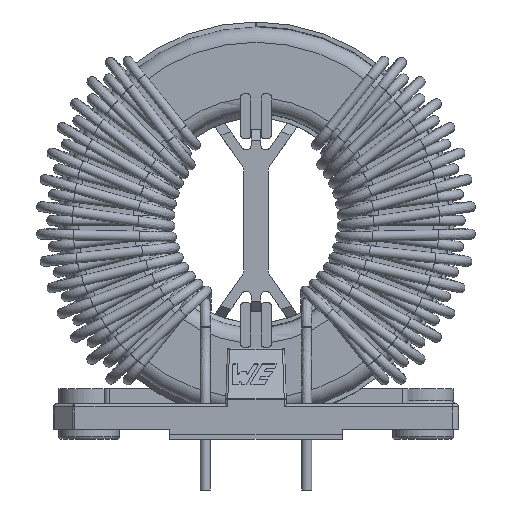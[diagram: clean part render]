
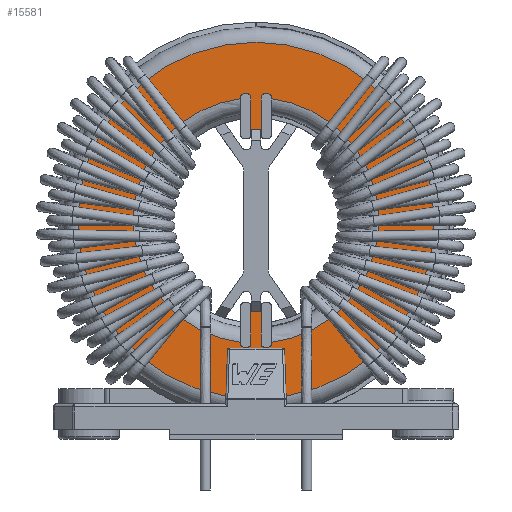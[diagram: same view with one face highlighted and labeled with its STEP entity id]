
A CAD part, left-side view. The second image highlights one B-rep face of the part: STEP entity #15581.
In plain terms, the highlighted face is planar.
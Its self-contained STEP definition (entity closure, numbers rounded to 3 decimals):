
#78=LINE('',#36409,#706);
#82=LINE('',#36421,#710);
#111=LINE('',#36563,#739);
#121=LINE('',#36591,#749);
#124=LINE('',#36597,#752);
#129=LINE('',#36612,#757);
#134=LINE('',#36626,#762);
#143=LINE('',#36650,#771);
#153=LINE('',#36758,#781);
#158=LINE('',#36772,#786);
#167=LINE('',#36803,#795);
#169=LINE('',#36808,#797);
#171=LINE('',#36811,#799);
#177=LINE('',#36871,#805);
#706=VECTOR('',#18513,1000.);
#710=VECTOR('',#18525,1000.);
#739=VECTOR('',#18608,1000.);
#749=VECTOR('',#18634,1000.);
#752=VECTOR('',#18639,1000.);
#757=VECTOR('',#18652,1000.);
#762=VECTOR('',#18665,1000.);
#771=VECTOR('',#18690,1000.);
#781=VECTOR('',#18716,1000.);
#786=VECTOR('',#18729,1000.);
#795=VECTOR('',#18764,1000.);
#797=VECTOR('',#18768,1000.);
#799=VECTOR('',#18772,1000.);
#805=VECTOR('',#18796,1000.);
#3547=ORIENTED_EDGE('',*,*,#5905,.T.);
#3548=ORIENTED_EDGE('',*,*,#5907,.F.);
#3549=ORIENTED_EDGE('',*,*,#5890,.T.);
#3550=ORIENTED_EDGE('',*,*,#5888,.F.);
#3551=ORIENTED_EDGE('',*,*,#5884,.T.);
#3552=ORIENTED_EDGE('',*,*,#5881,.F.);
#3553=ORIENTED_EDGE('',*,*,#5869,.T.);
#3554=ORIENTED_EDGE('',*,*,#5865,.F.);
#3555=ORIENTED_EDGE('',*,*,#5841,.T.);
#3556=ORIENTED_EDGE('',*,*,#5845,.F.);
#3557=ORIENTED_EDGE('',*,*,#5848,.T.);
#3558=ORIENTED_EDGE('',*,*,#5852,.F.);
#3559=ORIENTED_EDGE('',*,*,#5838,.T.);
#3560=ORIENTED_EDGE('',*,*,#5835,.F.);
#3561=ORIENTED_EDGE('',*,*,#5824,.T.);
#3562=ORIENTED_EDGE('',*,*,#5821,.F.);
#3563=ORIENTED_EDGE('',*,*,#5817,.T.);
#3564=ORIENTED_EDGE('',*,*,#5918,.F.);
#3565=ORIENTED_EDGE('',*,*,#5919,.T.);
#3566=ORIENTED_EDGE('',*,*,#5775,.F.);
#3567=ORIENTED_EDGE('',*,*,#5771,.T.);
#3568=ORIENTED_EDGE('',*,*,#5769,.F.);
#3569=ORIENTED_EDGE('',*,*,#5764,.T.);
#3570=ORIENTED_EDGE('',*,*,#5903,.F.);
#3571=ORIENTED_EDGE('',*,*,#5935,.T.);
#5764=EDGE_CURVE('',#7272,#7273,#8188,.T.);
#5769=EDGE_CURVE('',#7272,#7277,#78,.T.);
#5771=EDGE_CURVE('',#7278,#7277,#8190,.T.);
#5775=EDGE_CURVE('',#7278,#7281,#82,.T.);
#5817=EDGE_CURVE('',#7313,#7314,#8204,.T.);
#5821=EDGE_CURVE('',#7313,#7317,#111,.T.);
#5824=EDGE_CURVE('',#7319,#7317,#8206,.T.);
#5835=EDGE_CURVE('',#7319,#7327,#121,.T.);
#5838=EDGE_CURVE('',#7329,#7327,#124,.T.);
#5841=EDGE_CURVE('',#7331,#7332,#8210,.T.);
#5845=EDGE_CURVE('',#7335,#7332,#129,.T.);
#5848=EDGE_CURVE('',#7335,#7337,#8212,.T.);
#5852=EDGE_CURVE('',#7329,#7337,#134,.T.);
#5865=EDGE_CURVE('',#7331,#7347,#143,.T.);
#5869=EDGE_CURVE('',#7349,#7347,#8218,.T.);
#5881=EDGE_CURVE('',#7349,#7357,#153,.T.);
#5884=EDGE_CURVE('',#7359,#7357,#8222,.T.);
#5888=EDGE_CURVE('',#7359,#7362,#158,.T.);
#5890=EDGE_CURVE('',#7363,#7362,#8224,.T.);
#5903=EDGE_CURVE('',#7370,#7273,#167,.T.);
#5905=EDGE_CURVE('',#7370,#7372,#169,.T.);
#5907=EDGE_CURVE('',#7363,#7372,#171,.T.);
#5918=EDGE_CURVE('',#7377,#7314,#177,.T.);
#5919=EDGE_CURVE('',#7377,#7281,#8234,.T.);
#5935=EDGE_CURVE('',#7387,#7387,#8247,.T.);
#7272=VERTEX_POINT('',#36399);
#7273=VERTEX_POINT('',#36400);
#7277=VERTEX_POINT('',#36410);
#7278=VERTEX_POINT('',#36414);
#7281=VERTEX_POINT('',#36422);
#7313=VERTEX_POINT('',#36555);
#7314=VERTEX_POINT('',#36556);
#7317=VERTEX_POINT('',#36564);
#7319=VERTEX_POINT('',#36570);
#7327=VERTEX_POINT('',#36592);
#7329=VERTEX_POINT('',#36598);
#7331=VERTEX_POINT('',#36604);
#7332=VERTEX_POINT('',#36605);
#7335=VERTEX_POINT('',#36613);
#7337=VERTEX_POINT('',#36619);
#7347=VERTEX_POINT('',#36651);
#7349=VERTEX_POINT('',#36697);
#7357=VERTEX_POINT('',#36759);
#7359=VERTEX_POINT('',#36765);
#7362=VERTEX_POINT('',#36773);
#7363=VERTEX_POINT('',#36777);
#7370=VERTEX_POINT('',#36802);
#7372=VERTEX_POINT('',#36807);
#7377=VERTEX_POINT('',#36870);
#7387=VERTEX_POINT('',#36913);
#8188=CIRCLE('',#16540,0.3);
#8190=CIRCLE('',#16544,0.3);
#8204=CIRCLE('',#16571,0.3);
#8206=CIRCLE('',#16575,0.3);
#8210=CIRCLE('',#16584,0.3);
#8212=CIRCLE('',#16588,0.3);
#8218=CIRCLE('',#16600,12.125);
#8222=CIRCLE('',#16608,0.3);
#8224=CIRCLE('',#16612,0.3);
#8234=CIRCLE('',#16636,12.125);
#8247=CIRCLE('',#16663,17.6);
#9573=EDGE_LOOP('',(#3547,#3548,#3549,#3550,#3551,#3552,#3553,#3554,#3555,
#3556,#3557,#3558,#3559,#3560,#3561,#3562,#3563,#3564,#3565,#3566,#3567,
#3568,#3569,#3570));
#9574=EDGE_LOOP('',(#3571));
#11021=FACE_BOUND('',#9573,.T.);
#11022=FACE_BOUND('',#9574,.T.);
#11472=PLANE('',#16664);
#15581=ADVANCED_FACE('',(#11021,#11022),#11472,.F.);
#16540=AXIS2_PLACEMENT_3D('',#36398,#18504,#18505);
#16544=AXIS2_PLACEMENT_3D('',#36413,#18517,#18518);
#16571=AXIS2_PLACEMENT_3D('',#36554,#18600,#18601);
#16575=AXIS2_PLACEMENT_3D('',#36569,#18613,#18614);
#16584=AXIS2_PLACEMENT_3D('',#36603,#18644,#18645);
#16588=AXIS2_PLACEMENT_3D('',#36618,#18657,#18658);
#16600=AXIS2_PLACEMENT_3D('',#36696,#18695,#18696);
#16608=AXIS2_PLACEMENT_3D('',#36764,#18721,#18722);
#16612=AXIS2_PLACEMENT_3D('',#36776,#18733,#18734);
#16636=AXIS2_PLACEMENT_3D('',#36873,#18799,#18800);
#16663=AXIS2_PLACEMENT_3D('',#36912,#18856,#18857);
#16664=AXIS2_PLACEMENT_3D('',#36914,#18858,#18859);
#18504=DIRECTION('',(0.,0.,-1.));
#18505=DIRECTION('',(0.,-1.,0.));
#18513=DIRECTION('',(1.,0.,0.));
#18517=DIRECTION('',(0.,0.,-1.));
#18518=DIRECTION('',(1.,0.,0.));
#18525=DIRECTION('',(0.,1.,0.));
#18600=DIRECTION('',(0.,0.,-1.));
#18601=DIRECTION('',(0.,1.,0.));
#18608=DIRECTION('',(-1.,0.,0.));
#18613=DIRECTION('',(0.,0.,-1.));
#18614=DIRECTION('',(-1.,0.,0.));
#18634=DIRECTION('',(0.,-1.,0.));
#18639=DIRECTION('',(1.,0.,0.));
#18644=DIRECTION('',(0.,0.,-1.));
#18645=DIRECTION('',(-1.,0.,0.));
#18652=DIRECTION('',(-1.,0.,0.));
#18657=DIRECTION('',(0.,0.,-1.));
#18658=DIRECTION('',(0.,1.,0.));
#18665=DIRECTION('',(0.,1.,0.));
#18690=DIRECTION('',(0.,-1.,0.));
#18695=DIRECTION('',(0.,0.,-1.));
#18696=DIRECTION('',(-0.124,-0.992,0.));
#18716=DIRECTION('',(0.,-1.,0.));
#18721=DIRECTION('',(0.,0.,-1.));
#18722=DIRECTION('',(0.,-1.,0.));
#18729=DIRECTION('',(1.,0.,0.));
#18733=DIRECTION('',(0.,0.,-1.));
#18734=DIRECTION('',(1.,0.,0.));
#18764=DIRECTION('',(0.,-1.,0.));
#18768=DIRECTION('',(-1.,0.,0.));
#18772=DIRECTION('',(0.,1.,0.));
#18796=DIRECTION('',(0.,1.,0.));
#18799=DIRECTION('',(0.,0.,-1.));
#18800=DIRECTION('',(0.124,0.992,0.));
#18856=DIRECTION('',(0.,0.,1.));
#18857=DIRECTION('',(0.,-1.,0.));
#18858=DIRECTION('',(0.,0.,-1.));
#18859=DIRECTION('',(0.,-1.,0.));
#36398=CARTESIAN_POINT('',(0.8,8.4,8.6));
#36399=CARTESIAN_POINT('',(0.8,8.1,8.6));
#36400=CARTESIAN_POINT('',(0.5,8.4,8.6));
#36409=CARTESIAN_POINT('',(0.8,8.1,8.6));
#36410=CARTESIAN_POINT('',(1.2,8.1,8.6));
#36413=CARTESIAN_POINT('',(1.2,8.4,8.6));
#36414=CARTESIAN_POINT('',(1.5,8.4,8.6));
#36421=CARTESIAN_POINT('',(1.5,8.4,8.6));
#36422=CARTESIAN_POINT('',(1.5,8.568,8.6));
#36554=CARTESIAN_POINT('',(1.2,32.8,8.6));
#36555=CARTESIAN_POINT('',(1.2,33.1,8.6));
#36556=CARTESIAN_POINT('',(1.5,32.8,8.6));
#36563=CARTESIAN_POINT('',(1.2,33.1,8.6));
#36564=CARTESIAN_POINT('',(0.8,33.1,8.6));
#36569=CARTESIAN_POINT('',(0.8,32.8,8.6));
#36570=CARTESIAN_POINT('',(0.5,32.8,8.6));
#36591=CARTESIAN_POINT('',(0.5,32.8,8.6));
#36592=CARTESIAN_POINT('',(0.5,29.6,8.6));
#36597=CARTESIAN_POINT('',(-0.5,29.6,8.6));
#36598=CARTESIAN_POINT('',(-0.5,29.6,8.6));
#36603=CARTESIAN_POINT('',(-1.2,32.8,8.6));
#36604=CARTESIAN_POINT('',(-1.5,32.8,8.6));
#36605=CARTESIAN_POINT('',(-1.2,33.1,8.6));
#36612=CARTESIAN_POINT('',(-0.8,33.1,8.6));
#36613=CARTESIAN_POINT('',(-0.8,33.1,8.6));
#36618=CARTESIAN_POINT('',(-0.8,32.8,8.6));
#36619=CARTESIAN_POINT('',(-0.5,32.8,8.6));
#36626=CARTESIAN_POINT('',(-0.5,29.6,8.6));
#36650=CARTESIAN_POINT('',(-1.5,32.8,8.6));
#36651=CARTESIAN_POINT('',(-1.5,32.632,8.6));
#36696=CARTESIAN_POINT('',(0.,20.6,8.6));
#36697=CARTESIAN_POINT('',(-1.5,8.568,8.6));
#36758=CARTESIAN_POINT('',(-1.5,8.568,8.6));
#36759=CARTESIAN_POINT('',(-1.5,8.4,8.6));
#36764=CARTESIAN_POINT('',(-1.2,8.4,8.6));
#36765=CARTESIAN_POINT('',(-1.2,8.1,8.6));
#36772=CARTESIAN_POINT('',(-1.2,8.1,8.6));
#36773=CARTESIAN_POINT('',(-0.8,8.1,8.6));
#36776=CARTESIAN_POINT('',(-0.8,8.4,8.6));
#36777=CARTESIAN_POINT('',(-0.5,8.4,8.6));
#36802=CARTESIAN_POINT('',(0.5,11.6,8.6));
#36803=CARTESIAN_POINT('',(0.5,11.6,8.6));
#36807=CARTESIAN_POINT('',(-0.5,11.6,8.6));
#36808=CARTESIAN_POINT('',(0.5,11.6,8.6));
#36811=CARTESIAN_POINT('',(-0.5,8.4,8.6));
#36870=CARTESIAN_POINT('',(1.5,32.632,8.6));
#36871=CARTESIAN_POINT('',(1.5,32.632,8.6));
#36873=CARTESIAN_POINT('',(0.,20.6,8.6));
#36912=CARTESIAN_POINT('',(0.,20.6,8.6));
#36913=CARTESIAN_POINT('',(0.,3.,8.6));
#36914=CARTESIAN_POINT('',(0.,20.6,8.6));
